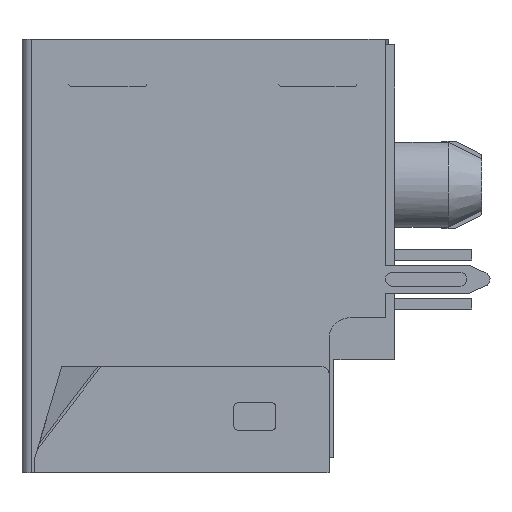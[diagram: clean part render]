
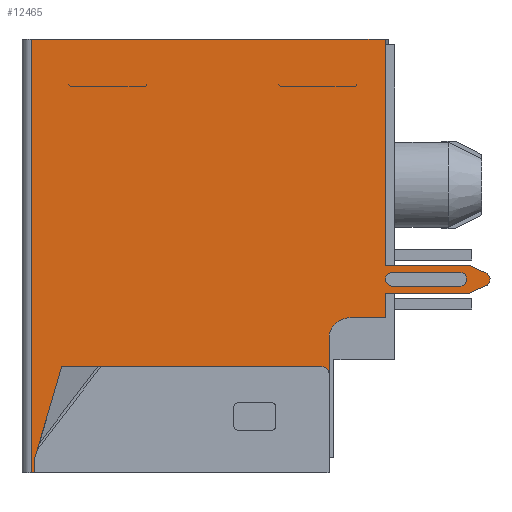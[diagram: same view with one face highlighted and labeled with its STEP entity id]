
A CAD part, left-side view. The second image highlights one B-rep face of the part: STEP entity #12465.
In plain terms, the highlighted planar face has unit normal (-1, 0, 0).
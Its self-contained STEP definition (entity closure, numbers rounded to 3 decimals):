
#1210 = VERTEX_POINT('',#1211);
#1211 = CARTESIAN_POINT('',(-8.192,-6.248,7.696));
#1217 = EDGE_CURVE('',#1210,#1218,#1220,.T.);
#1218 = VERTEX_POINT('',#1219);
#1219 = CARTESIAN_POINT('',(-8.192,-6.248,-0.508));
#1220 = LINE('',#1221,#1222);
#1221 = CARTESIAN_POINT('',(-8.192,-6.248,7.696));
#1222 = VECTOR('',#1223,1.);
#1223 = DIRECTION('',(0.,0.,-1.));
#1242 = VERTEX_POINT('',#1243);
#1243 = CARTESIAN_POINT('',(-8.192,-6.248,-1.524));
#1249 = EDGE_CURVE('',#1242,#1250,#1252,.T.);
#1250 = VERTEX_POINT('',#1251);
#1251 = CARTESIAN_POINT('',(-8.192,-6.248,-2.413));
#1252 = LINE('',#1253,#1254);
#1253 = CARTESIAN_POINT('',(-8.192,-6.248,-1.524));
#1254 = VECTOR('',#1255,1.);
#1255 = DIRECTION('',(0.,0.,-1.));
#4006 = VERTEX_POINT('',#4007);
#4007 = CARTESIAN_POINT('',(-8.192,-4.216,-4.445));
#4013 = EDGE_CURVE('',#4006,#4014,#4016,.T.);
#4014 = VERTEX_POINT('',#4015);
#4015 = CARTESIAN_POINT('',(-8.192,-4.216,-3.175));
#4016 = LINE('',#4017,#4018);
#4017 = CARTESIAN_POINT('',(-8.192,-4.216,-4.445));
#4018 = VECTOR('',#4019,1.);
#4019 = DIRECTION('',(0.,0.,1.));
#4120 = VERTEX_POINT('',#4121);
#4121 = CARTESIAN_POINT('',(-8.192,6.566,-8.039));
#4128 = EDGE_CURVE('',#4129,#4120,#4131,.T.);
#4129 = VERTEX_POINT('',#4130);
#4130 = CARTESIAN_POINT('',(-8.192,6.452,-8.039));
#4131 = LINE('',#4132,#4133);
#4132 = CARTESIAN_POINT('',(-8.192,6.452,-8.039));
#4133 = VECTOR('',#4134,1.);
#4134 = DIRECTION('',(0.,1.,0.));
#4850 = VERTEX_POINT('',#4851);
#4851 = CARTESIAN_POINT('',(-8.192,6.566,7.696));
#4890 = EDGE_CURVE('',#4850,#1210,#4891,.T.);
#4891 = LINE('',#4892,#4893);
#4892 = CARTESIAN_POINT('',(-8.192,6.566,7.696));
#4893 = VECTOR('',#4894,1.);
#4894 = DIRECTION('',(0.,-1.,0.));
#12435 = EDGE_CURVE('',#4850,#4120,#12436,.T.);
#12436 = LINE('',#12437,#12438);
#12437 = CARTESIAN_POINT('',(-8.192,6.566,7.696));
#12438 = VECTOR('',#12439,1.);
#12439 = DIRECTION('',(0.,0.,-1.));
#12465 = ADVANCED_FACE('',(#12466,#12567),#12603,.T.);
#12466 = FACE_BOUND('',#12467,.F.);
#12467 = EDGE_LOOP('',(#12468,#12469,#12470,#12471,#12479,#12487,#12496,
    #12504,#12510,#12511,#12519,#12526,#12527,#12536,#12544,#12552,
    #12560,#12566));
#12468 = ORIENTED_EDGE('',*,*,#12435,.F.);
#12469 = ORIENTED_EDGE('',*,*,#4890,.T.);
#12470 = ORIENTED_EDGE('',*,*,#1217,.T.);
#12471 = ORIENTED_EDGE('',*,*,#12472,.T.);
#12472 = EDGE_CURVE('',#1218,#12473,#12475,.T.);
#12473 = VERTEX_POINT('',#12474);
#12474 = CARTESIAN_POINT('',(-8.192,-9.316,-0.508));
#12475 = LINE('',#12476,#12477);
#12476 = CARTESIAN_POINT('',(-8.192,-6.248,-0.508));
#12477 = VECTOR('',#12478,1.);
#12478 = DIRECTION('',(0.,-1.,0.));
#12479 = ORIENTED_EDGE('',*,*,#12480,.T.);
#12480 = EDGE_CURVE('',#12473,#12481,#12483,.T.);
#12481 = VERTEX_POINT('',#12482);
#12482 = CARTESIAN_POINT('',(-8.192,-9.912,-0.786));
#12483 = LINE('',#12484,#12485);
#12484 = CARTESIAN_POINT('',(-8.192,-9.316,-0.508));
#12485 = VECTOR('',#12486,1.);
#12486 = DIRECTION('',(0.,-0.906,-0.423));
#12487 = ORIENTED_EDGE('',*,*,#12488,.T.);
#12488 = EDGE_CURVE('',#12481,#12489,#12491,.T.);
#12489 = VERTEX_POINT('',#12490);
#12490 = CARTESIAN_POINT('',(-8.192,-9.912,-1.246));
#12491 = CIRCLE('',#12492,0.254);
#12492 = AXIS2_PLACEMENT_3D('',#12493,#12494,#12495);
#12493 = CARTESIAN_POINT('',(-8.192,-9.804,-1.016));
#12494 = DIRECTION('',(1.,0.,0.));
#12495 = DIRECTION('',(0.,-0.423,0.906));
#12496 = ORIENTED_EDGE('',*,*,#12497,.T.);
#12497 = EDGE_CURVE('',#12489,#12498,#12500,.T.);
#12498 = VERTEX_POINT('',#12499);
#12499 = CARTESIAN_POINT('',(-8.192,-9.316,-1.524));
#12500 = LINE('',#12501,#12502);
#12501 = CARTESIAN_POINT('',(-8.192,-9.912,-1.246));
#12502 = VECTOR('',#12503,1.);
#12503 = DIRECTION('',(0.,0.906,-0.423));
#12504 = ORIENTED_EDGE('',*,*,#12505,.T.);
#12505 = EDGE_CURVE('',#12498,#1242,#12506,.T.);
#12506 = LINE('',#12507,#12508);
#12507 = CARTESIAN_POINT('',(-8.192,-9.316,-1.524));
#12508 = VECTOR('',#12509,1.);
#12509 = DIRECTION('',(0.,1.,0.));
#12510 = ORIENTED_EDGE('',*,*,#1249,.T.);
#12511 = ORIENTED_EDGE('',*,*,#12512,.T.);
#12512 = EDGE_CURVE('',#1250,#12513,#12515,.T.);
#12513 = VERTEX_POINT('',#12514);
#12514 = CARTESIAN_POINT('',(-8.192,-4.978,-2.413));
#12515 = LINE('',#12516,#12517);
#12516 = CARTESIAN_POINT('',(-8.192,-6.248,-2.413));
#12517 = VECTOR('',#12518,1.);
#12518 = DIRECTION('',(0.,1.,0.));
#12519 = ORIENTED_EDGE('',*,*,#12520,.F.);
#12520 = EDGE_CURVE('',#4014,#12513,#12521,.T.);
#12521 = CIRCLE('',#12522,0.762);
#12522 = AXIS2_PLACEMENT_3D('',#12523,#12524,#12525);
#12523 = CARTESIAN_POINT('',(-8.192,-4.978,-3.175));
#12524 = DIRECTION('',(1.,0.,0.));
#12525 = DIRECTION('',(-0.,1.,0.));
#12526 = ORIENTED_EDGE('',*,*,#4013,.F.);
#12527 = ORIENTED_EDGE('',*,*,#12528,.F.);
#12528 = EDGE_CURVE('',#12529,#4006,#12531,.T.);
#12529 = VERTEX_POINT('',#12530);
#12530 = CARTESIAN_POINT('',(-8.192,-3.962,-4.191));
#12531 = CIRCLE('',#12532,0.254);
#12532 = AXIS2_PLACEMENT_3D('',#12533,#12534,#12535);
#12533 = CARTESIAN_POINT('',(-8.192,-3.962,-4.445));
#12534 = DIRECTION('',(1.,0.,0.));
#12535 = DIRECTION('',(-0.,0.,1.));
#12536 = ORIENTED_EDGE('',*,*,#12537,.F.);
#12537 = EDGE_CURVE('',#12538,#12529,#12540,.T.);
#12538 = VERTEX_POINT('',#12539);
#12539 = CARTESIAN_POINT('',(-8.192,4.147,-4.191));
#12540 = LINE('',#12541,#12542);
#12541 = CARTESIAN_POINT('',(-8.192,4.147,-4.191));
#12542 = VECTOR('',#12543,1.);
#12543 = DIRECTION('',(0.,-1.,0.));
#12544 = ORIENTED_EDGE('',*,*,#12545,.T.);
#12545 = EDGE_CURVE('',#12538,#12546,#12548,.T.);
#12546 = VERTEX_POINT('',#12547);
#12547 = CARTESIAN_POINT('',(-8.192,6.309,-7.008));
#12548 = LINE('',#12549,#12550);
#12549 = CARTESIAN_POINT('',(-8.192,4.147,-4.191));
#12550 = VECTOR('',#12551,1.);
#12551 = DIRECTION('',(0.,0.609,-0.793));
#12552 = ORIENTED_EDGE('',*,*,#12553,.F.);
#12553 = EDGE_CURVE('',#12554,#12546,#12556,.T.);
#12554 = VERTEX_POINT('',#12555);
#12555 = CARTESIAN_POINT('',(-8.192,6.452,-7.493));
#12556 = LINE('',#12557,#12558);
#12557 = CARTESIAN_POINT('',(-8.192,6.452,-7.493));
#12558 = VECTOR('',#12559,1.);
#12559 = DIRECTION('',(0.,-0.283,0.959));
#12560 = ORIENTED_EDGE('',*,*,#12561,.T.);
#12561 = EDGE_CURVE('',#12554,#4129,#12562,.T.);
#12562 = LINE('',#12563,#12564);
#12563 = CARTESIAN_POINT('',(-8.192,6.452,-7.493));
#12564 = VECTOR('',#12565,1.);
#12565 = DIRECTION('',(0.,0.,-1.));
#12566 = ORIENTED_EDGE('',*,*,#4128,.T.);
#12567 = FACE_BOUND('',#12568,.F.);
#12568 = EDGE_LOOP('',(#12569,#12579,#12588,#12596));
#12569 = ORIENTED_EDGE('',*,*,#12570,.F.);
#12570 = EDGE_CURVE('',#12571,#12573,#12575,.T.);
#12571 = VERTEX_POINT('',#12572);
#12572 = CARTESIAN_POINT('',(-8.192,-6.52,-0.762));
#12573 = VERTEX_POINT('',#12574);
#12574 = CARTESIAN_POINT('',(-8.192,-8.956,-0.762));
#12575 = LINE('',#12576,#12577);
#12576 = CARTESIAN_POINT('',(-8.192,-6.52,-0.762));
#12577 = VECTOR('',#12578,1.);
#12578 = DIRECTION('',(0.,-1.,0.));
#12579 = ORIENTED_EDGE('',*,*,#12580,.F.);
#12580 = EDGE_CURVE('',#12581,#12571,#12583,.T.);
#12581 = VERTEX_POINT('',#12582);
#12582 = CARTESIAN_POINT('',(-8.192,-6.52,-1.27));
#12583 = CIRCLE('',#12584,0.254);
#12584 = AXIS2_PLACEMENT_3D('',#12585,#12586,#12587);
#12585 = CARTESIAN_POINT('',(-8.192,-6.52,-1.016));
#12586 = DIRECTION('',(1.,0.,0.));
#12587 = DIRECTION('',(0.,0.,-1.));
#12588 = ORIENTED_EDGE('',*,*,#12589,.F.);
#12589 = EDGE_CURVE('',#12590,#12581,#12592,.T.);
#12590 = VERTEX_POINT('',#12591);
#12591 = CARTESIAN_POINT('',(-8.192,-8.956,-1.27));
#12592 = LINE('',#12593,#12594);
#12593 = CARTESIAN_POINT('',(-8.192,-8.956,-1.27));
#12594 = VECTOR('',#12595,1.);
#12595 = DIRECTION('',(0.,1.,0.));
#12596 = ORIENTED_EDGE('',*,*,#12597,.F.);
#12597 = EDGE_CURVE('',#12573,#12590,#12598,.T.);
#12598 = CIRCLE('',#12599,0.254);
#12599 = AXIS2_PLACEMENT_3D('',#12600,#12601,#12602);
#12600 = CARTESIAN_POINT('',(-8.192,-8.956,-1.016));
#12601 = DIRECTION('',(1.,0.,-0.));
#12602 = DIRECTION('',(0.,0.,1.));
#12603 = PLANE('',#12604);
#12604 = AXIS2_PLACEMENT_3D('',#12605,#12606,#12607);
#12605 = CARTESIAN_POINT('',(-8.192,-6.248,7.493));
#12606 = DIRECTION('',(-1.,0.,0.));
#12607 = DIRECTION('',(0.,1.,0.));
